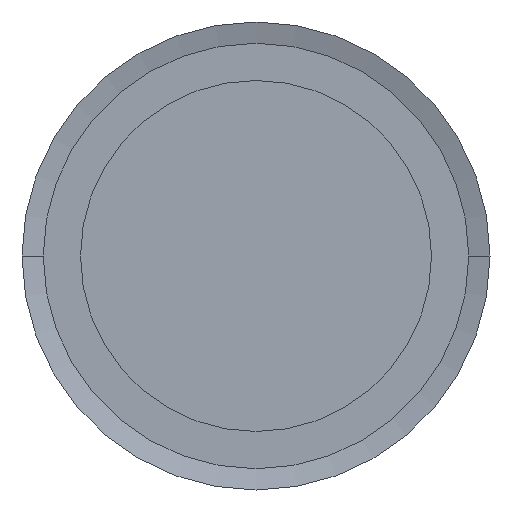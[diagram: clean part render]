
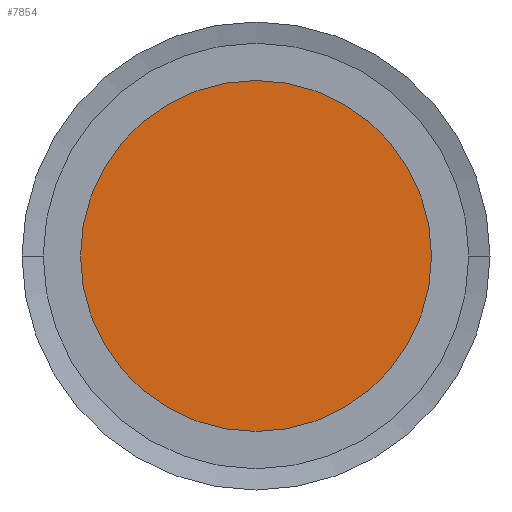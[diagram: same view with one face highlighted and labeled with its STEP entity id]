
A CAD part, left-side view. The second image highlights one B-rep face of the part: STEP entity #7854.
In plain terms, the highlighted planar face has unit normal (-1, 0, 0).
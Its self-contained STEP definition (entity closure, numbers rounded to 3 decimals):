
#7829=CARTESIAN_POINT('',(0.,0.,0.));
#7830=DIRECTION('',(1.,0.,0.));
#7831=DIRECTION('',(0.,0.,-1.));
#7832=AXIS2_PLACEMENT_3D('',#7829,#7830,#7831);
#7833=PLANE('',#7832);
#7834=CARTESIAN_POINT('',(0.,0.,16.5));
#7835=VERTEX_POINT('',#7834);
#7836=CARTESIAN_POINT('',(0.,-0.,-16.5));
#7837=VERTEX_POINT('',#7836);
#7838=CARTESIAN_POINT('',(0.,0.,0.));
#7839=DIRECTION('',(1.,0.,0.));
#7840=DIRECTION('',(0.,0.,-1.));
#7841=AXIS2_PLACEMENT_3D('',#7838,#7839,#7840);
#7842=CIRCLE('',#7841,16.5);
#7843=EDGE_CURVE('',#7835,#7837,#7842,.T.);
#7844=ORIENTED_EDGE('',*,*,#7843,.F.);
#7845=CARTESIAN_POINT('',(0.,0.,0.));
#7846=DIRECTION('',(1.,0.,0.));
#7847=DIRECTION('',(0.,0.,-1.));
#7848=AXIS2_PLACEMENT_3D('',#7845,#7846,#7847);
#7849=CIRCLE('',#7848,16.5);
#7850=EDGE_CURVE('',#7837,#7835,#7849,.T.);
#7851=ORIENTED_EDGE('',*,*,#7850,.F.);
#7852=EDGE_LOOP('',(#7844,#7851));
#7853=FACE_BOUND('',#7852,.T.);
#7854=ADVANCED_FACE('',(#7853),#7833,.F.);
